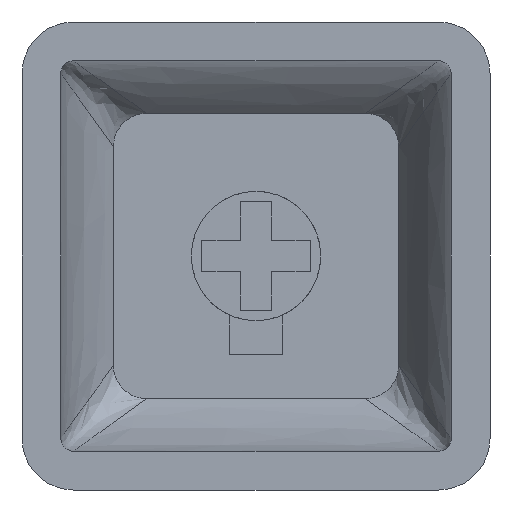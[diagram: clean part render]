
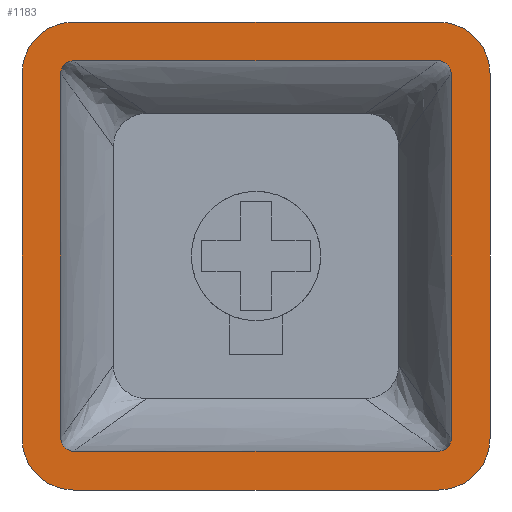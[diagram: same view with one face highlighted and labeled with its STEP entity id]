
A CAD part, front view. The second image highlights one B-rep face of the part: STEP entity #1183.
In plain terms, the highlighted planar face has unit normal (0, -1, 0).
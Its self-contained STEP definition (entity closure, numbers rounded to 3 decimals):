
#18=CIRCLE('',#1257,2.);
#19=CIRCLE('',#1258,2.);
#20=CIRCLE('',#1259,2.);
#21=CIRCLE('',#1260,2.);
#49=FACE_BOUND('',#180,.T.);
#66=B_SPLINE_CURVE_WITH_KNOTS('',3,(#1796,#1797,#1798,#1799,#1800,#1801,
#1802,#1803,#1804,#1805),.UNSPECIFIED.,.F.,.F.,(4,1,1,1,1,1,1,4),(0.,
0.143,0.286,0.429,0.571,
0.714,0.857,1.),.UNSPECIFIED.);
#69=B_SPLINE_CURVE_WITH_KNOTS('',3,(#1845,#1846,#1847,#1848,#1849,#1850,
#1851),.UNSPECIFIED.,.F.,.F.,(4,1,1,1,4),(0.,0.286,0.571,
0.857,1.),.UNSPECIFIED.);
#71=B_SPLINE_CURVE_WITH_KNOTS('',3,(#1913,#1914,#1915,#1916,#1917,#1918,
#1919,#1920,#1921),.UNSPECIFIED.,.F.,.F.,(4,1,1,1,1,1,4),(0.,
0.214,0.429,0.571,0.714,
0.857,1.),.UNSPECIFIED.);
#73=B_SPLINE_CURVE_WITH_KNOTS('',3,(#1955,#1956,#1957,#1958,#1959,#1960,
#1961),.UNSPECIFIED.,.F.,.F.,(4,1,1,1,4),(0.,0.286,0.571,
0.857,1.),.UNSPECIFIED.);
#75=B_SPLINE_CURVE_WITH_KNOTS('',3,(#2029,#2030,#2031,#2032,#2033,#2034,
#2035,#2036,#2037,#2038),.UNSPECIFIED.,.F.,.F.,(4,1,1,1,1,1,1,4),(0.,
0.143,0.286,0.429,0.571,
0.714,0.857,1.),.UNSPECIFIED.);
#77=B_SPLINE_CURVE_WITH_KNOTS('',3,(#2072,#2073,#2074,#2075,#2076,#2077,
#2078),.UNSPECIFIED.,.F.,.F.,(4,1,1,1,4),(0.,0.286,0.571,
0.857,1.),.UNSPECIFIED.);
#79=B_SPLINE_CURVE_WITH_KNOTS('',3,(#2140,#2141,#2142,#2143,#2144,#2145,
#2146,#2147,#2148),.UNSPECIFIED.,.F.,.F.,(4,1,1,1,1,1,4),(0.,
0.214,0.429,0.571,0.714,
0.857,1.),.UNSPECIFIED.);
#80=B_SPLINE_CURVE_WITH_KNOTS('',3,(#2177,#2178,#2179,#2180,#2181,#2182,
#2183),.UNSPECIFIED.,.F.,.F.,(4,1,1,1,4),(0.,0.286,0.571,
0.857,1.),.UNSPECIFIED.);
#110=FACE_OUTER_BOUND('',#179,.T.);
#179=EDGE_LOOP('',(#871,#872,#873,#874,#875,#876,#877,#878));
#180=EDGE_LOOP('',(#879,#880,#881,#882,#883,#884,#885,#886));
#268=LINE('',#2189,#395);
#269=LINE('',#2193,#396);
#270=LINE('',#2197,#397);
#271=LINE('',#2200,#398);
#395=VECTOR('',#1373,10.);
#396=VECTOR('',#1376,10.);
#397=VECTOR('',#1379,10.);
#398=VECTOR('',#1382,10.);
#518=VERTEX_POINT('',#1788);
#519=VERTEX_POINT('',#1795);
#520=VERTEX_POINT('',#1840);
#521=VERTEX_POINT('',#1906);
#522=VERTEX_POINT('',#1950);
#523=VERTEX_POINT('',#2022);
#524=VERTEX_POINT('',#2067);
#525=VERTEX_POINT('',#2133);
#526=VERTEX_POINT('',#2185);
#527=VERTEX_POINT('',#2186);
#528=VERTEX_POINT('',#2188);
#529=VERTEX_POINT('',#2190);
#530=VERTEX_POINT('',#2192);
#531=VERTEX_POINT('',#2194);
#532=VERTEX_POINT('',#2196);
#533=VERTEX_POINT('',#2198);
#645=EDGE_CURVE('',#519,#518,#66,.T.);
#648=EDGE_CURVE('',#518,#520,#69,.T.);
#650=EDGE_CURVE('',#520,#521,#71,.T.);
#652=EDGE_CURVE('',#521,#522,#73,.T.);
#654=EDGE_CURVE('',#522,#523,#75,.T.);
#656=EDGE_CURVE('',#523,#524,#77,.T.);
#658=EDGE_CURVE('',#524,#525,#79,.T.);
#659=EDGE_CURVE('',#525,#519,#80,.T.);
#660=EDGE_CURVE('',#526,#527,#18,.T.);
#661=EDGE_CURVE('',#528,#526,#268,.T.);
#662=EDGE_CURVE('',#529,#528,#19,.T.);
#663=EDGE_CURVE('',#530,#529,#269,.T.);
#664=EDGE_CURVE('',#531,#530,#20,.T.);
#665=EDGE_CURVE('',#532,#531,#270,.T.);
#666=EDGE_CURVE('',#533,#532,#21,.T.);
#667=EDGE_CURVE('',#527,#533,#271,.T.);
#871=ORIENTED_EDGE('',*,*,#660,.F.);
#872=ORIENTED_EDGE('',*,*,#661,.F.);
#873=ORIENTED_EDGE('',*,*,#662,.F.);
#874=ORIENTED_EDGE('',*,*,#663,.F.);
#875=ORIENTED_EDGE('',*,*,#664,.F.);
#876=ORIENTED_EDGE('',*,*,#665,.F.);
#877=ORIENTED_EDGE('',*,*,#666,.F.);
#878=ORIENTED_EDGE('',*,*,#667,.F.);
#879=ORIENTED_EDGE('',*,*,#645,.T.);
#880=ORIENTED_EDGE('',*,*,#648,.T.);
#881=ORIENTED_EDGE('',*,*,#650,.T.);
#882=ORIENTED_EDGE('',*,*,#652,.T.);
#883=ORIENTED_EDGE('',*,*,#654,.T.);
#884=ORIENTED_EDGE('',*,*,#656,.T.);
#885=ORIENTED_EDGE('',*,*,#658,.T.);
#886=ORIENTED_EDGE('',*,*,#659,.T.);
#1126=PLANE('',#1256);
#1183=ADVANCED_FACE('',(#110,#49),#1126,.F.);
#1256=AXIS2_PLACEMENT_3D('',#2184,#1369,#1370);
#1257=AXIS2_PLACEMENT_3D('',#2187,#1371,#1372);
#1258=AXIS2_PLACEMENT_3D('',#2191,#1374,#1375);
#1259=AXIS2_PLACEMENT_3D('',#2195,#1377,#1378);
#1260=AXIS2_PLACEMENT_3D('',#2199,#1380,#1381);
#1369=DIRECTION('center_axis',(0.,1.,0.));
#1370=DIRECTION('ref_axis',(0.,0.,1.));
#1371=DIRECTION('center_axis',(0.,1.,0.));
#1372=DIRECTION('ref_axis',(0.,0.,1.));
#1373=DIRECTION('',(1.,0.,0.));
#1374=DIRECTION('center_axis',(0.,1.,0.));
#1375=DIRECTION('ref_axis',(-1.,0.,0.));
#1376=DIRECTION('',(0.,0.,1.));
#1377=DIRECTION('center_axis',(0.,1.,0.));
#1378=DIRECTION('ref_axis',(0.,0.,-1.));
#1379=DIRECTION('',(-1.,0.,0.));
#1380=DIRECTION('center_axis',(0.,1.,0.));
#1381=DIRECTION('ref_axis',(1.,0.,0.));
#1382=DIRECTION('',(0.,0.,-1.));
#1788=CARTESIAN_POINT('',(16.6,0.,16.1));
#1795=CARTESIAN_POINT('',(16.1,0.,16.6));
#1796=CARTESIAN_POINT('Ctrl Pts',(16.1,0.,16.6));
#1797=CARTESIAN_POINT('Ctrl Pts',(16.137,0.,16.6));
#1798=CARTESIAN_POINT('Ctrl Pts',(16.212,0.,16.592));
#1799=CARTESIAN_POINT('Ctrl Pts',(16.319,0.,16.554));
#1800=CARTESIAN_POINT('Ctrl Pts',(16.414,0.,16.494));
#1801=CARTESIAN_POINT('Ctrl Pts',(16.494,0.,16.414));
#1802=CARTESIAN_POINT('Ctrl Pts',(16.554,0.,16.319));
#1803=CARTESIAN_POINT('Ctrl Pts',(16.592,0.,16.212));
#1804=CARTESIAN_POINT('Ctrl Pts',(16.6,0.,16.137));
#1805=CARTESIAN_POINT('Ctrl Pts',(16.6,0.,16.1));
#1840=CARTESIAN_POINT('',(16.6,0.,2.));
#1845=CARTESIAN_POINT('Ctrl Pts',(16.6,0.,16.1));
#1846=CARTESIAN_POINT('Ctrl Pts',(16.6,0.,15.801));
#1847=CARTESIAN_POINT('Ctrl Pts',(16.6,0.,13.413));
#1848=CARTESIAN_POINT('Ctrl Pts',(16.6,0.,7.532));
#1849=CARTESIAN_POINT('Ctrl Pts',(16.6,0.,3.269));
#1850=CARTESIAN_POINT('Ctrl Pts',(16.6,0.,2.15));
#1851=CARTESIAN_POINT('Ctrl Pts',(16.6,0.,2.));
#1906=CARTESIAN_POINT('',(16.1,0.,1.5));
#1913=CARTESIAN_POINT('Ctrl Pts',(16.6,0.,2.));
#1914=CARTESIAN_POINT('Ctrl Pts',(16.6,0.,1.944));
#1915=CARTESIAN_POINT('Ctrl Pts',(16.581,0.,1.832));
#1916=CARTESIAN_POINT('Ctrl Pts',(16.508,0.,1.699));
#1917=CARTESIAN_POINT('Ctrl Pts',(16.414,0.,1.606));
#1918=CARTESIAN_POINT('Ctrl Pts',(16.319,0.,1.546));
#1919=CARTESIAN_POINT('Ctrl Pts',(16.212,0.,1.508));
#1920=CARTESIAN_POINT('Ctrl Pts',(16.137,0.,1.5));
#1921=CARTESIAN_POINT('Ctrl Pts',(16.1,0.,1.5));
#1950=CARTESIAN_POINT('',(2.,0.,1.5));
#1955=CARTESIAN_POINT('Ctrl Pts',(16.1,0.,1.5));
#1956=CARTESIAN_POINT('Ctrl Pts',(15.801,0.,1.5));
#1957=CARTESIAN_POINT('Ctrl Pts',(13.413,0.,1.5));
#1958=CARTESIAN_POINT('Ctrl Pts',(7.532,0.,1.5));
#1959=CARTESIAN_POINT('Ctrl Pts',(3.269,0.,1.5));
#1960=CARTESIAN_POINT('Ctrl Pts',(2.15,0.,1.5));
#1961=CARTESIAN_POINT('Ctrl Pts',(2.,0.,1.5));
#2022=CARTESIAN_POINT('',(1.5,0.,2.));
#2029=CARTESIAN_POINT('Ctrl Pts',(2.,0.,1.5));
#2030=CARTESIAN_POINT('Ctrl Pts',(1.963,0.,1.5));
#2031=CARTESIAN_POINT('Ctrl Pts',(1.888,0.,1.508));
#2032=CARTESIAN_POINT('Ctrl Pts',(1.781,0.,1.546));
#2033=CARTESIAN_POINT('Ctrl Pts',(1.686,0.,1.606));
#2034=CARTESIAN_POINT('Ctrl Pts',(1.606,0.,1.686));
#2035=CARTESIAN_POINT('Ctrl Pts',(1.546,0.,1.781));
#2036=CARTESIAN_POINT('Ctrl Pts',(1.508,0.,1.888));
#2037=CARTESIAN_POINT('Ctrl Pts',(1.5,0.,1.963));
#2038=CARTESIAN_POINT('Ctrl Pts',(1.5,0.,2.));
#2067=CARTESIAN_POINT('',(1.5,0.,16.1));
#2072=CARTESIAN_POINT('Ctrl Pts',(1.5,0.,2.));
#2073=CARTESIAN_POINT('Ctrl Pts',(1.5,0.,2.299));
#2074=CARTESIAN_POINT('Ctrl Pts',(1.5,0.,4.687));
#2075=CARTESIAN_POINT('Ctrl Pts',(1.5,0.,10.568));
#2076=CARTESIAN_POINT('Ctrl Pts',(1.5,0.,14.831));
#2077=CARTESIAN_POINT('Ctrl Pts',(1.5,0.,15.95));
#2078=CARTESIAN_POINT('Ctrl Pts',(1.5,0.,16.1));
#2133=CARTESIAN_POINT('',(2.,0.,16.6));
#2140=CARTESIAN_POINT('Ctrl Pts',(1.5,0.,16.1));
#2141=CARTESIAN_POINT('Ctrl Pts',(1.5,0.,16.156));
#2142=CARTESIAN_POINT('Ctrl Pts',(1.519,0.,16.268));
#2143=CARTESIAN_POINT('Ctrl Pts',(1.592,0.,16.401));
#2144=CARTESIAN_POINT('Ctrl Pts',(1.686,0.,16.494));
#2145=CARTESIAN_POINT('Ctrl Pts',(1.781,0.,16.554));
#2146=CARTESIAN_POINT('Ctrl Pts',(1.888,0.,16.592));
#2147=CARTESIAN_POINT('Ctrl Pts',(1.963,0.,16.6));
#2148=CARTESIAN_POINT('Ctrl Pts',(2.,0.,16.6));
#2177=CARTESIAN_POINT('Ctrl Pts',(2.,0.,16.6));
#2178=CARTESIAN_POINT('Ctrl Pts',(2.299,0.,16.6));
#2179=CARTESIAN_POINT('Ctrl Pts',(4.687,0.,16.6));
#2180=CARTESIAN_POINT('Ctrl Pts',(10.568,0.,16.6));
#2181=CARTESIAN_POINT('Ctrl Pts',(14.831,0.,16.6));
#2182=CARTESIAN_POINT('Ctrl Pts',(15.95,0.,16.6));
#2183=CARTESIAN_POINT('Ctrl Pts',(16.1,0.,16.6));
#2184=CARTESIAN_POINT('Origin',(9.05,0.,9.05));
#2185=CARTESIAN_POINT('',(16.1,0.,18.1));
#2186=CARTESIAN_POINT('',(18.1,0.,16.1));
#2187=CARTESIAN_POINT('Origin',(16.1,0.,16.1));
#2188=CARTESIAN_POINT('',(2.,0.,18.1));
#2189=CARTESIAN_POINT('',(16.1,0.,18.1));
#2190=CARTESIAN_POINT('',(0.,0.,16.1));
#2191=CARTESIAN_POINT('Origin',(2.,0.,16.1));
#2192=CARTESIAN_POINT('',(0.,0.,2.));
#2193=CARTESIAN_POINT('',(0.,0.,16.1));
#2194=CARTESIAN_POINT('',(2.,0.,0.));
#2195=CARTESIAN_POINT('Origin',(2.,0.,2.));
#2196=CARTESIAN_POINT('',(16.1,0.,0.));
#2197=CARTESIAN_POINT('',(2.,0.,0.));
#2198=CARTESIAN_POINT('',(18.1,0.,2.));
#2199=CARTESIAN_POINT('Origin',(16.1,0.,2.));
#2200=CARTESIAN_POINT('',(18.1,0.,2.));
